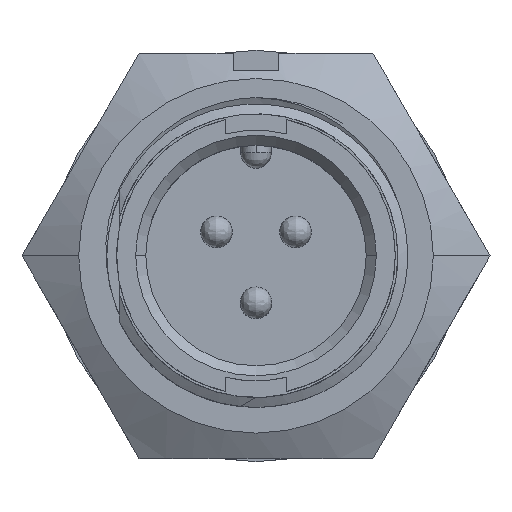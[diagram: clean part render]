
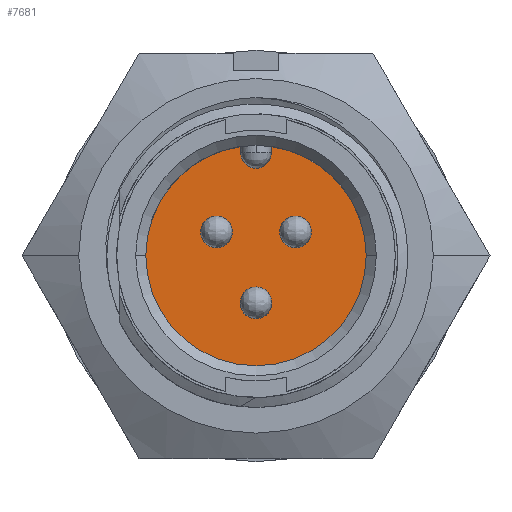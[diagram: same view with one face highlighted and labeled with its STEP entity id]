
A CAD part, top view. The second image highlights one B-rep face of the part: STEP entity #7681.
In plain terms, the highlighted planar face has unit normal (0, 0, 1).
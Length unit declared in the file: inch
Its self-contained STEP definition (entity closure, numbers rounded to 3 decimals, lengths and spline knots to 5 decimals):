
#127 = VERTEX_POINT ( 'NONE', #11242 ) ;
#233 = DIRECTION ( 'NONE',  ( 1., 0., 0. ) ) ;
#326 = DIRECTION ( 'NONE',  ( 1., 0., 0. ) ) ;
#770 = CARTESIAN_POINT ( 'NONE',  ( 0.078, 0.047, -0.31 ) ) ;
#840 = DIRECTION ( 'NONE',  ( 0., 0., -1. ) ) ;
#880 = EDGE_CURVE ( 'NONE', #10633, #6627, #6299, .T. ) ;
#896 = CARTESIAN_POINT ( 'NONE',  ( 0., 0., -0.31 ) ) ;
#947 = DIRECTION ( 'NONE',  ( 0., 0., -1. ) ) ;
#1592 = EDGE_CURVE ( 'NONE', #2099, #12378, #10428, .T. ) ;
#1859 = LINE ( 'NONE', #7784, #7875 ) ;
#1995 = DIRECTION ( 'NONE',  ( 1., 0., 0. ) ) ;
#2099 = VERTEX_POINT ( 'NONE', #10284 ) ;
#2121 = DIRECTION ( 'NONE',  ( 1., 0., 0. ) ) ;
#2247 = CARTESIAN_POINT ( 'NONE',  ( 0., 0., -0.31 ) ) ;
#2279 = CARTESIAN_POINT ( 'NONE',  ( 0.03125, -0.093, -0.31 ) ) ;
#2436 = CIRCLE ( 'NONE', #10642, 0.03125 ) ;
#2581 = AXIS2_PLACEMENT_3D ( 'NONE', #6688, #15111, #7892 ) ;
#2603 = LINE ( 'NONE', #8394, #11815 ) ;
#2785 = EDGE_CURVE ( 'NONE', #10366, #8000, #9107, .T. ) ;
#2889 = FACE_BOUND ( 'NONE', #15552, .T. ) ;
#2936 = CARTESIAN_POINT ( 'NONE',  ( 0.10925, 0.047, -0.31 ) ) ;
#3064 = AXIS2_PLACEMENT_3D ( 'NONE', #8150, #947, #9367 ) ;
#3099 = EDGE_CURVE ( 'NONE', #4243, #9649, #10791, .T. ) ;
#3120 = ORIENTED_EDGE ( 'NONE', *, *, #4695, .T. ) ;
#3458 = DIRECTION ( 'NONE',  ( 1., 0., 0. ) ) ;
#3648 = CIRCLE ( 'NONE', #4581, 0.2175 ) ;
#4243 = VERTEX_POINT ( 'NONE', #8652 ) ;
#4309 = DIRECTION ( 'NONE',  ( 0., 0., -1. ) ) ;
#4325 = CIRCLE ( 'NONE', #14758, 0.03125 ) ;
#4581 = AXIS2_PLACEMENT_3D ( 'NONE', #2247, #10664, #3458 ) ;
#4655 = DIRECTION ( 'NONE',  ( 0., 0., -1. ) ) ;
#4695 = EDGE_CURVE ( 'NONE', #14409, #127, #3648, .T. ) ;
#4792 = EDGE_LOOP ( 'NONE', ( #3120, #14885, #12633, #6283, #7743, #14996 ) ) ;
#4897 = DIRECTION ( 'NONE',  ( 0., 0., 1. ) ) ;
#4913 = AXIS2_PLACEMENT_3D ( 'NONE', #896, #9321, #2121 ) ;
#5718 = EDGE_CURVE ( 'NONE', #12378, #2099, #14747, .T. ) ;
#6112 = FACE_BOUND ( 'NONE', #12434, .T. ) ;
#6283 = ORIENTED_EDGE ( 'NONE', *, *, #14482, .T. ) ;
#6299 = CIRCLE ( 'NONE', #6851, 0.03 ) ;
#6627 = VERTEX_POINT ( 'NONE', #13515 ) ;
#6688 = CARTESIAN_POINT ( 'NONE',  ( 0., 0., -0.31 ) ) ;
#6704 = AXIS2_PLACEMENT_3D ( 'NONE', #11518, #4309, #12731 ) ;
#6842 = CIRCLE ( 'NONE', #2581, 0.2175 ) ;
#6847 = FACE_OUTER_BOUND ( 'NONE', #4792, .T. ) ;
#6851 = AXIS2_PLACEMENT_3D ( 'NONE', #8047, #840, #9263 ) ;
#6921 = EDGE_CURVE ( 'NONE', #127, #9703, #6842, .T. ) ;
#7449 = DIRECTION ( 'NONE',  ( 0., 0., -1. ) ) ;
#7545 = DIRECTION ( 'NONE',  ( 0., 0., -1. ) ) ;
#7681 = ADVANCED_FACE ( 'NONE', ( #2889, #15323, #6112, #6847 ), #10888, .T. ) ;
#7743 = ORIENTED_EDGE ( 'NONE', *, *, #880, .T. ) ;
#7784 = CARTESIAN_POINT ( 'NONE',  ( -0.03, 0.2025, -0.31 ) ) ;
#7875 = VECTOR ( 'NONE', #9048, 39.37008 ) ;
#7892 = DIRECTION ( 'NONE',  ( 1., 0., 0. ) ) ;
#8000 = VERTEX_POINT ( 'NONE', #12499 ) ;
#8047 = CARTESIAN_POINT ( 'NONE',  ( 0., 0.2025, -0.31 ) ) ;
#8150 = CARTESIAN_POINT ( 'NONE',  ( 0., -0.093, -0.31 ) ) ;
#8198 = AXIS2_PLACEMENT_3D ( 'NONE', #14754, #7545, #326 ) ;
#8394 = CARTESIAN_POINT ( 'NONE',  ( 0.03, 0.21542, -0.31 ) ) ;
#8433 = EDGE_CURVE ( 'NONE', #9703, #11966, #14968, .T. ) ;
#8652 = CARTESIAN_POINT ( 'NONE',  ( -0.03125, -0.093, -0.31 ) ) ;
#8753 = EDGE_LOOP ( 'NONE', ( #15601, #9555 ) ) ;
#8793 = AXIS2_PLACEMENT_3D ( 'NONE', #14660, #7449, #233 ) ;
#8944 = ORIENTED_EDGE ( 'NONE', *, *, #5718, .T. ) ;
#9048 = DIRECTION ( 'NONE',  ( 0., 1., 0. ) ) ;
#9107 = CIRCLE ( 'NONE', #8198, 0.03125 ) ;
#9194 = DIRECTION ( 'NONE',  ( 0., 0., -1. ) ) ;
#9263 = DIRECTION ( 'NONE',  ( 1., 0., 0. ) ) ;
#9321 = DIRECTION ( 'NONE',  ( 0., 0., 1. ) ) ;
#9367 = DIRECTION ( 'NONE',  ( 1., 0., 0. ) ) ;
#9550 = CARTESIAN_POINT ( 'NONE',  ( -0.03, 0.21542, -0.31 ) ) ;
#9555 = ORIENTED_EDGE ( 'NONE', *, *, #10265, .T. ) ;
#9649 = VERTEX_POINT ( 'NONE', #2279 ) ;
#9703 = VERTEX_POINT ( 'NONE', #15541 ) ;
#10265 = EDGE_CURVE ( 'NONE', #8000, #10366, #4325, .T. ) ;
#10284 = CARTESIAN_POINT ( 'NONE',  ( -0.10925, 0.047, -0.31 ) ) ;
#10344 = AXIS2_PLACEMENT_3D ( 'NONE', #13269, #4897, #13322 ) ;
#10366 = VERTEX_POINT ( 'NONE', #2936 ) ;
#10428 = CIRCLE ( 'NONE', #8793, 0.03125 ) ;
#10633 = VERTEX_POINT ( 'NONE', #15377 ) ;
#10642 = AXIS2_PLACEMENT_3D ( 'NONE', #11861, #4655, #13082 ) ;
#10664 = DIRECTION ( 'NONE',  ( 0., 0., 1. ) ) ;
#10791 = CIRCLE ( 'NONE', #3064, 0.03125 ) ;
#10888 = PLANE ( 'NONE',  #10344 ) ;
#11139 = CARTESIAN_POINT ( 'NONE',  ( 0.03, 0.21542, -0.31 ) ) ;
#11242 = CARTESIAN_POINT ( 'NONE',  ( -0.2175, 0., -0.31 ) ) ;
#11518 = CARTESIAN_POINT ( 'NONE',  ( -0.078, 0.047, -0.31 ) ) ;
#11815 = VECTOR ( 'NONE', #15605, 39.37008 ) ;
#11861 = CARTESIAN_POINT ( 'NONE',  ( 0., -0.093, -0.31 ) ) ;
#11966 = VERTEX_POINT ( 'NONE', #11139 ) ;
#12378 = VERTEX_POINT ( 'NONE', #13928 ) ;
#12434 = EDGE_LOOP ( 'NONE', ( #8944, #14917 ) ) ;
#12499 = CARTESIAN_POINT ( 'NONE',  ( 0.04675, 0.047, -0.31 ) ) ;
#12633 = ORIENTED_EDGE ( 'NONE', *, *, #8433, .T. ) ;
#12731 = DIRECTION ( 'NONE',  ( 1., 0., 0. ) ) ;
#12788 = ORIENTED_EDGE ( 'NONE', *, *, #15490, .T. ) ;
#13082 = DIRECTION ( 'NONE',  ( 1., 0., 0. ) ) ;
#13105 = EDGE_CURVE ( 'NONE', #6627, #14409, #1859, .T. ) ;
#13269 = CARTESIAN_POINT ( 'NONE',  ( 0., 0., -0.31 ) ) ;
#13322 = DIRECTION ( 'NONE',  ( 1., 0., 0. ) ) ;
#13445 = ORIENTED_EDGE ( 'NONE', *, *, #3099, .T. ) ;
#13515 = CARTESIAN_POINT ( 'NONE',  ( -0.03, 0.2025, -0.31 ) ) ;
#13928 = CARTESIAN_POINT ( 'NONE',  ( -0.04675, 0.047, -0.31 ) ) ;
#14409 = VERTEX_POINT ( 'NONE', #9550 ) ;
#14482 = EDGE_CURVE ( 'NONE', #11966, #10633, #2603, .T. ) ;
#14660 = CARTESIAN_POINT ( 'NONE',  ( -0.078, 0.047, -0.31 ) ) ;
#14747 = CIRCLE ( 'NONE', #6704, 0.03125 ) ;
#14754 = CARTESIAN_POINT ( 'NONE',  ( 0.078, 0.047, -0.31 ) ) ;
#14758 = AXIS2_PLACEMENT_3D ( 'NONE', #770, #9194, #1995 ) ;
#14885 = ORIENTED_EDGE ( 'NONE', *, *, #6921, .T. ) ;
#14917 = ORIENTED_EDGE ( 'NONE', *, *, #1592, .T. ) ;
#14968 = CIRCLE ( 'NONE', #4913, 0.2175 ) ;
#14996 = ORIENTED_EDGE ( 'NONE', *, *, #13105, .T. ) ;
#15111 = DIRECTION ( 'NONE',  ( 0., 0., 1. ) ) ;
#15323 = FACE_BOUND ( 'NONE', #8753, .T. ) ;
#15377 = CARTESIAN_POINT ( 'NONE',  ( 0.03, 0.2025, -0.31 ) ) ;
#15490 = EDGE_CURVE ( 'NONE', #9649, #4243, #2436, .T. ) ;
#15541 = CARTESIAN_POINT ( 'NONE',  ( 0.2175, 0., -0.31 ) ) ;
#15552 = EDGE_LOOP ( 'NONE', ( #12788, #13445 ) ) ;
#15601 = ORIENTED_EDGE ( 'NONE', *, *, #2785, .T. ) ;
#15605 = DIRECTION ( 'NONE',  ( 0., -1., 0. ) ) ;
